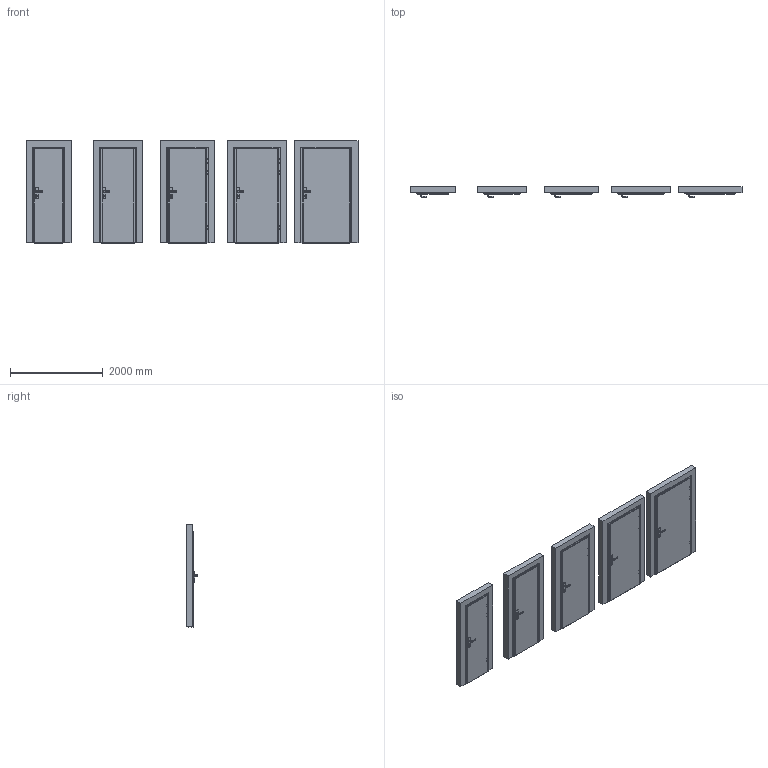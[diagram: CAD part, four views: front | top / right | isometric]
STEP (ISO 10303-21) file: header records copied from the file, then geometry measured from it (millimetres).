
FILE_DESCRIPTION(/* description */ (''),/* implementation_level */ '2;1');
FILE_NAME(/* name */ '050104_A_2-Drzwi ENDURO na ościeżnicy stalowej..stp',/* time_stamp */ '2024-06-25T15:09:08+02:00',/* author */ (''),/* organization */ (''),/* preprocessor_version */ 'ST-DEVELOPER v16',/* originating_system */ 'SIEMENS PLM Software NX 11.0',/* authorisation */ '');
FILE_SCHEMA (('AUTOMOTIVE_DESIGN { 1 0 10303 214 3 1 1 1 }'));
Products named in the file (1): bkni5CECC368mmj3
Bounding box: 7175 x 230 x 2207.78 mm (x, y, z)
Volume: 871489490.5 mm3; surface area: 62002331.5 mm2
Topology: 325 solids, 325 shells, 8915 faces, 22534 edges, 14404 vertices
Faces by surface type: plane 4290, cylinder 2270, bspline 960, cone 555, torus 350, sphere 260, extrusion 230
Full cylindrical faces by diameter (mm): 3 x35, 5 x10, 6 x55, 7.8 x15, 8 x105, 13.5 x30, 15 x75, 18 x10, 20 x15, 30 x10
Entity records: 275479 total; most frequent: CARTESIAN_POINT 70049, ORIENTED_EDGE 41170, DIRECTION 40122, EDGE_CURVE 20585, VERTEX_POINT 13815, AXIS2_PLACEMENT_3D 13741, VECTOR 12640, LINE 12410
